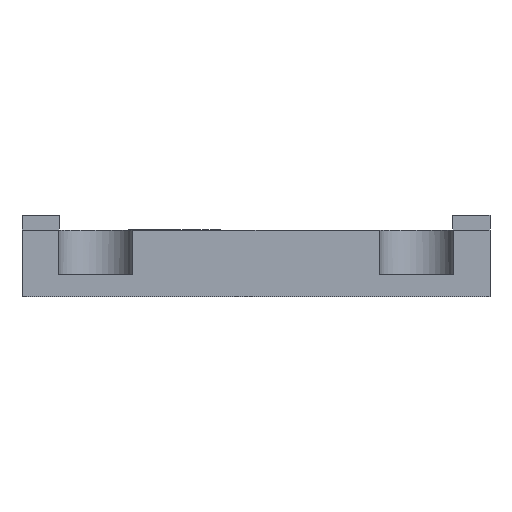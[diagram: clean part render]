
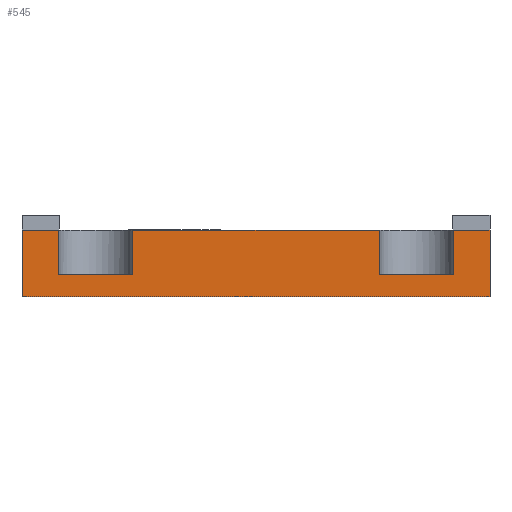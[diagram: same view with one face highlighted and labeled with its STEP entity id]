
A CAD part, front view. The second image highlights one B-rep face of the part: STEP entity #545.
In plain terms, the highlighted planar face has unit normal (0, -1, 0).
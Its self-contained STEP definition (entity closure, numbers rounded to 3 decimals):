
#3=CARTESIAN_POINT('POINT2',(-0.166,-0.68,0.1));
#4=VERTEX_POINT('VERTEX2',#3);
#20=CARTESIAN_POINT('POINT4',(-0.266,-0.68,0.1));
#21=VERTEX_POINT('VERTEX4',#20);
#28=CARTESIAN_POINT('POS4',(-0.166,-0.68,0.1));
#29=DIRECTION('DIR5',(-1.,0.,0.));
#30=VECTOR('VEC3',#29,1.);
#31=LINE('STRAIGHT3',#28,#30);
#32=EDGE_CURVE('EDGE4',#4,#21,#31,.T.);
#59=CARTESIAN_POINT('POINT7',(-0.266,-0.68,0.16));
#60=VERTEX_POINT('VERTEX7',#59);
#67=CARTESIAN_POINT('POS9',(-0.266,-0.68,0.1));
#68=DIRECTION('DIR11',(0.,0.,1.));
#69=VECTOR('VEC7',#68,1.);
#70=LINE('STRAIGHT7',#67,#69);
#71=EDGE_CURVE('EDGE8',#21,#60,#70,.T.);
#225=CARTESIAN_POINT('POINT19',(-0.315,-0.68,0.16));
#226=VERTEX_POINT('VERTEX19',#225);
#233=CARTESIAN_POINT('POS30',(-0.266,-0.68,0.16));
#234=DIRECTION('DIR38',(-1.,0.,0.));
#235=VECTOR('VEC22',#234,1.);
#236=LINE('STRAIGHT22',#233,#235);
#237=EDGE_CURVE('EDGE24',#60,#226,#236,.T.);
#247=CARTESIAN_POINT('POINT20',(0.315,-0.68,0.16));
#248=VERTEX_POINT('VERTEX20',#247);
#265=CARTESIAN_POINT('POINT23',(0.266,-0.68,0.16));
#266=VERTEX_POINT('VERTEX23',#265);
#273=CARTESIAN_POINT('POS35',(0.315,-0.68,0.16));
#274=DIRECTION('DIR44',(-1.,0.,0.));
#275=VECTOR('VEC26',#274,1.);
#276=LINE('STRAIGHT26',#273,#275);
#277=EDGE_CURVE('EDGE28',#248,#266,#276,.T.);
#434=CARTESIAN_POINT('POINT36',(0.266,-0.68,0.1));
#435=VERTEX_POINT('VERTEX36',#434);
#442=CARTESIAN_POINT('POS56',(0.266,-0.68,0.1));
#443=DIRECTION('DIR70',(0.,0.,1.));
#444=VECTOR('VEC42',#443,1.);
#445=LINE('STRAIGHT42',#442,#444);
#446=EDGE_CURVE('EDGE45',#266,#435,#445,.F.);
#466=CARTESIAN_POINT('POINT38',(0.166,-0.68,0.1));
#467=VERTEX_POINT('VERTEX38',#466);
#474=CARTESIAN_POINT('POS60',(0.166,-0.68,0.1));
#475=DIRECTION('DIR76',(1.,0.,0.));
#476=VECTOR('VEC44',#475,1.);
#477=LINE('STRAIGHT44',#474,#476);
#478=EDGE_CURVE('EDGE48',#435,#467,#477,.F.);
#488=CARTESIAN_POINT('POINT39',(-0.315,-0.68,0.07));
#489=VERTEX_POINT('VERTEX39',#488);
#490=CARTESIAN_POINT('POINT40',(0.315,-0.68,0.07));
#491=VERTEX_POINT('VERTEX40',#490);
#492=CARTESIAN_POINT('POS62',(-0.315,-0.68,0.07));
#493=DIRECTION('DIR79',(1.,0.,0.));
#494=VECTOR('VEC45',#493,1.);
#495=LINE('STRAIGHT45',#492,#494);
#496=EDGE_CURVE('EDGE49',#489,#491,#495,.T.);
#497=ORIENTED_EDGE('COEDGE61',*,*,#496,.T.);
#498=CARTESIAN_POINT('POS63',(0.315,-0.68,0.07));
#499=DIRECTION('DIR80',(0.,0.,1.));
#500=VECTOR('VEC46',#499,1.);
#501=LINE('STRAIGHT46',#498,#500);
#502=EDGE_CURVE('EDGE50',#491,#248,#501,.T.);
#503=ORIENTED_EDGE('COEDGE62',*,*,#502,.T.);
#504=ORIENTED_EDGE('COEDGE63',*,*,#277,.T.);
#505=ORIENTED_EDGE('COEDGE64',*,*,#446,.T.);
#506=ORIENTED_EDGE('COEDGE65',*,*,#478,.T.);
#507=CARTESIAN_POINT('POINT41',(0.166,-0.68,0.16));
#508=VERTEX_POINT('VERTEX41',#507);
#509=CARTESIAN_POINT('POS64',(0.166,-0.68,0.1));
#510=DIRECTION('DIR81',(0.,0.,1.));
#511=VECTOR('VEC47',#510,1.);
#512=LINE('STRAIGHT47',#509,#511);
#513=EDGE_CURVE('EDGE51',#467,#508,#512,.T.);
#514=ORIENTED_EDGE('COEDGE66',*,*,#513,.T.);
#515=CARTESIAN_POINT('POINT42',(-0.166,-0.68,0.16));
#516=VERTEX_POINT('VERTEX42',#515);
#517=CARTESIAN_POINT('POS65',(0.166,-0.68,0.16));
#518=DIRECTION('DIR82',(-1.,0.,0.));
#519=VECTOR('VEC48',#518,1.);
#520=LINE('STRAIGHT48',#517,#519);
#521=EDGE_CURVE('EDGE52',#508,#516,#520,.T.);
#522=ORIENTED_EDGE('COEDGE67',*,*,#521,.T.);
#523=CARTESIAN_POINT('POS66',(-0.166,-0.68,0.1));
#524=DIRECTION('DIR83',(0.,0.,1.));
#525=VECTOR('VEC49',#524,1.);
#526=LINE('STRAIGHT49',#523,#525);
#527=EDGE_CURVE('EDGE53',#516,#4,#526,.F.);
#528=ORIENTED_EDGE('COEDGE68',*,*,#527,.T.);
#529=ORIENTED_EDGE('COEDGE69',*,*,#32,.T.);
#530=ORIENTED_EDGE('COEDGE70',*,*,#71,.T.);
#531=ORIENTED_EDGE('COEDGE71',*,*,#237,.T.);
#532=CARTESIAN_POINT('POS67',(-0.315,-0.68,0.07));
#533=DIRECTION('DIR84',(0.,0.,1.));
#534=VECTOR('VEC50',#533,1.);
#535=LINE('STRAIGHT50',#532,#534);
#536=EDGE_CURVE('EDGE54',#226,#489,#535,.F.);
#537=ORIENTED_EDGE('COEDGE72',*,*,#536,.T.);
#538=EDGE_LOOP('NONE',(#497,#503,#504,#505,#506,#514,#522,#528,#529,#530
   ,#531,#537));
#539=FACE_BOUND('LOOP1',#538,.T.);
#540=CARTESIAN_POINT('POS68',(0.,-0.68,0.));
#541=DIRECTION('DIR85',(0.,1.,0.));
#542=DIRECTION('DIR86',(1.,0.,0.));
#543=AXIS2_PLACEMENT_3D('AXIS18',#540,#541,#542);
#544=PLANE('PLANE14',#543);
#545=ADVANCED_FACE('FACE15',(#539),#544,.F.);
